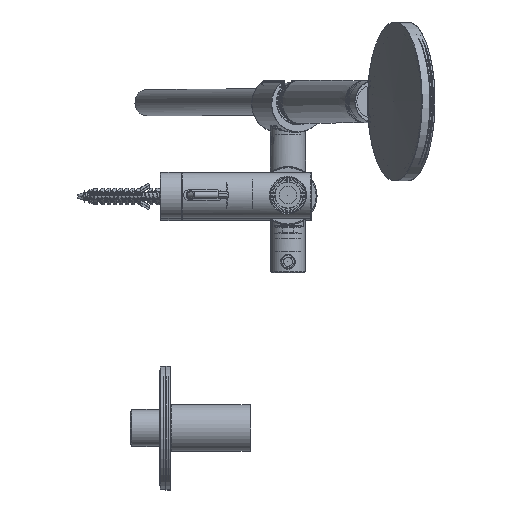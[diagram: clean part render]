
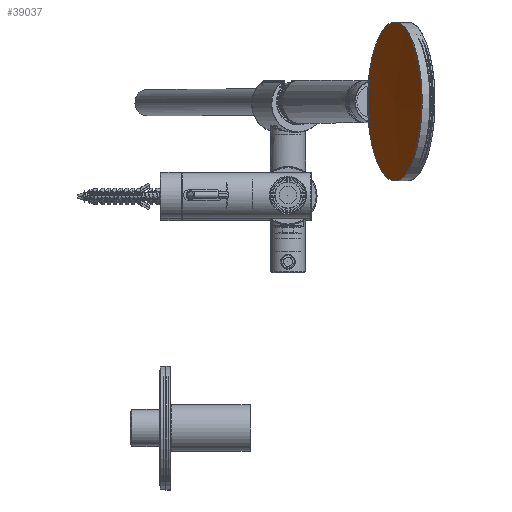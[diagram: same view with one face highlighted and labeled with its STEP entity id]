
A CAD part, top view. The second image highlights one B-rep face of the part: STEP entity #39037.
In plain terms, the highlighted spherical face has radius 2025.25 mm.
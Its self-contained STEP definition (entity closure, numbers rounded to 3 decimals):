
#1005=SPHERICAL_SURFACE('',#42205,2025.25);
#4542=CIRCLE('',#42206,2024.786);
#4543=CIRCLE('',#42207,44.853);
#11791=ORIENTED_EDGE('',*,*,#15782,.T.);
#11792=ORIENTED_EDGE('',*,*,#15783,.F.);
#15782=EDGE_CURVE('',#18436,#18437,#4542,.F.);
#15783=EDGE_CURVE('',#18436,#18437,#4543,.F.);
#18436=VERTEX_POINT('',#81134);
#18437=VERTEX_POINT('',#81135);
#23347=EDGE_LOOP('',(#11791,#11792));
#26057=FACE_BOUND('',#23347,.T.);
#39037=ADVANCED_FACE('',(#26057),#1005,.T.);
#42205=AXIS2_PLACEMENT_3D('',#81132,#49393,#49394);
#42206=AXIS2_PLACEMENT_3D('',#81133,#49395,#49396);
#42207=AXIS2_PLACEMENT_3D('',#81136,#49397,#49398);
#49393=DIRECTION('',(0.,1.,0.));
#49394=DIRECTION('',(0.,0.,1.));
#49395=DIRECTION('',(0.,0.,-1.));
#49396=DIRECTION('',(-1.,0.,0.));
#49397=DIRECTION('',(0.,1.,0.));
#49398=DIRECTION('',(0.,0.,1.));
#81132=CARTESIAN_POINT('',(0.,-2016.75,0.));
#81133=CARTESIAN_POINT('',(0.,-2016.75,-43.353));
#81134=CARTESIAN_POINT('',(11.503,8.003,-43.353));
#81135=CARTESIAN_POINT('',(-11.503,8.003,-43.353));
#81136=CARTESIAN_POINT('',(0.,8.003,0.));
